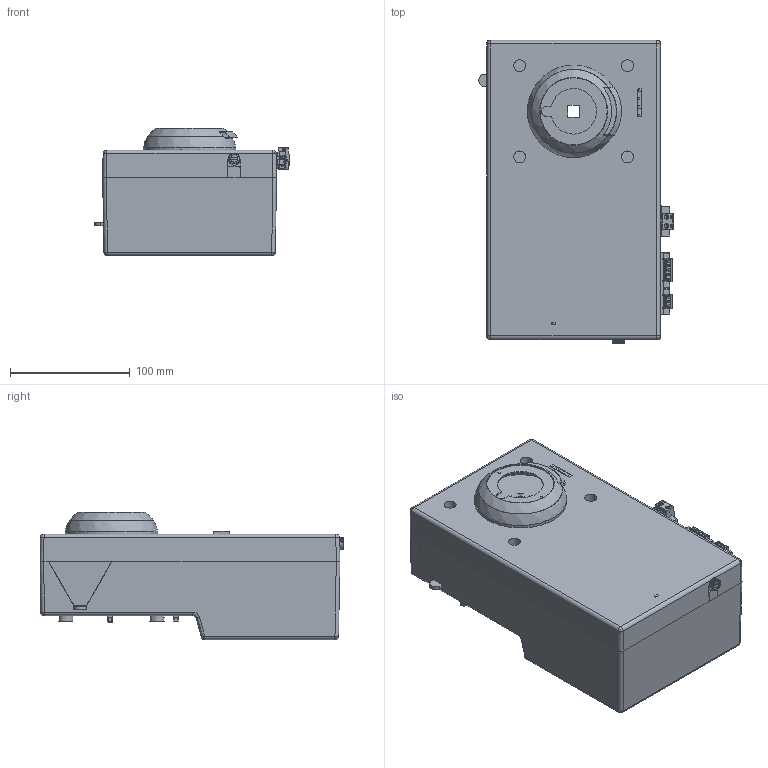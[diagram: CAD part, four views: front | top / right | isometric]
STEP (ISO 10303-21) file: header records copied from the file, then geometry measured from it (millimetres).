
FILE_DESCRIPTION(/* description */ (''),/* implementation_level */ '2;1');
FILE_NAME(/* name */ 'UM-CXA230Z.stp',/* time_stamp */ '2017-02-23T10:27:22+01:00',/* author */ ('pai'),/* organization */ (''),/* preprocessor_version */ 'ST-DEVELOPER v15.6',/* originating_system */ 'Autodesk Inventor 2015',/* authorisation */ '');
FILE_SCHEMA (('AUTOMOTIVE_DESIGN { 1 0 10303 214 3 1 1 }'));
Products named in the file (1): UM-CXA230Z
Bounding box: 162.18 x 253.44 x 106.17 mm (x, y, z)
Volume: 297819.9 mm3; surface area: 314687.5 mm2
Topology: 2 solids, 28 shells, 2378 faces, 6485 edges, 4182 vertices
Faces by surface type: plane 1742, cylinder 430, torus 69, bspline 54, cone 43, sphere 40
Full cylindrical faces by diameter (mm): 1.575 x4, 1.9 x16, 2 x8, 2.4 x6, 2.438 x1, 2.5 x4, 2.9 x18, 2.95 x2, 3.75 x2, 3.8 x14, 4.039 x1, 6.096 x1, 8.23 x1, 9.8 x1, 10 x4, 12 x4, 20.373 x1, 21.581 x1, 56 x1, 77.19 x1
Entity records: 78799 total; most frequent: CARTESIAN_POINT 16916, ORIENTED_EDGE 12457, DIRECTION 11904, EDGE_CURVE 6264, LINE 4872, VECTOR 4872, VERTEX_POINT 4120, AXIS2_PLACEMENT_3D 3516
